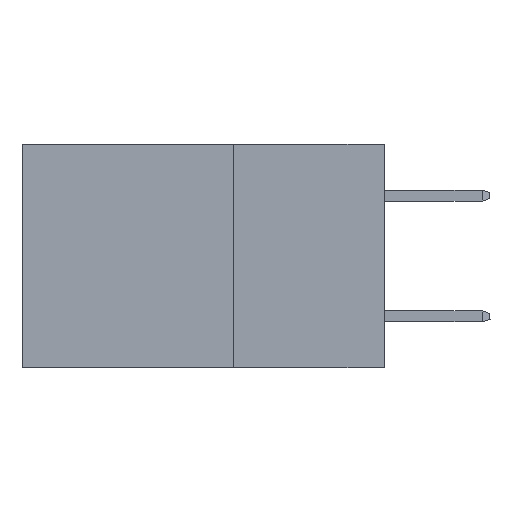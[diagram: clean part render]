
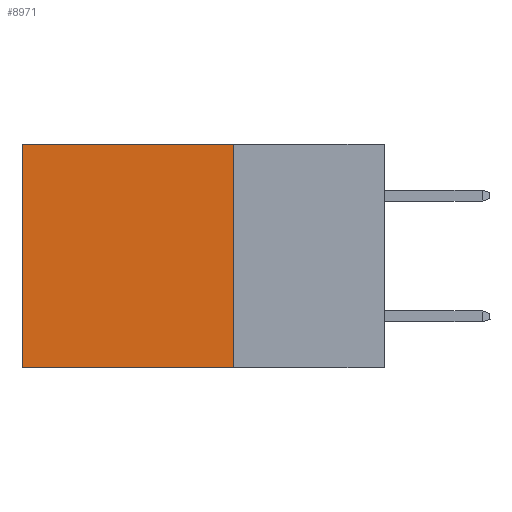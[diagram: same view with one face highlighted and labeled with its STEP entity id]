
A CAD part, left-side view. The second image highlights one B-rep face of the part: STEP entity #8971.
In plain terms, the highlighted planar face has unit normal (-1, 0, 0).
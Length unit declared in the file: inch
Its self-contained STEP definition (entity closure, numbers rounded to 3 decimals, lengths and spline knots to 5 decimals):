
#33 = LINE ( 'NONE', #15008, #21511 ) ;
#388 = LINE ( 'NONE', #1643, #17151 ) ;
#390 = EDGE_CURVE ( 'NONE', #14034, #17739, #18536, .T. ) ;
#708 = VECTOR ( 'NONE', #18866, 39.37008 ) ;
#1643 = CARTESIAN_POINT ( 'NONE',  ( 0.298, 0.25, 0. ) ) ;
#2920 = FACE_OUTER_BOUND ( 'NONE', #10612, .T. ) ;
#3285 = CARTESIAN_POINT ( 'NONE',  ( 0.298, 0.6, 0. ) ) ;
#3334 = EDGE_CURVE ( 'NONE', #9267, #17739, #33, .T. ) ;
#3346 = DIRECTION ( 'NONE',  ( 0., 1., 0. ) ) ;
#3490 = PLANE ( 'NONE',  #7774 ) ;
#3757 = CARTESIAN_POINT ( 'NONE',  ( 0.298, 0.6, 0. ) ) ;
#5572 = DIRECTION ( 'NONE',  ( 0., 0., -1. ) ) ;
#5648 = CARTESIAN_POINT ( 'NONE',  ( 0.298, 0.25, 0. ) ) ;
#6859 = CARTESIAN_POINT ( 'NONE',  ( 0.298, 0.25, 0. ) ) ;
#7282 = EDGE_CURVE ( 'NONE', #17185, #14034, #388, .T. ) ;
#7303 = CARTESIAN_POINT ( 'NONE',  ( 0.298, 0.25, 0. ) ) ;
#7774 = AXIS2_PLACEMENT_3D ( 'NONE', #6859, #20502, #10205 ) ;
#8319 = ORIENTED_EDGE ( 'NONE', *, *, #3334, .F. ) ;
#8350 = ORIENTED_EDGE ( 'NONE', *, *, #17188, .F. ) ;
#8971 = ADVANCED_FACE ( 'NONE', ( #2920 ), #3490, .F. ) ;
#9267 = VERTEX_POINT ( 'NONE', #14329 ) ;
#9621 = ORIENTED_EDGE ( 'NONE', *, *, #390, .T. ) ;
#10205 = DIRECTION ( 'NONE',  ( 0., 0., -1. ) ) ;
#10612 = EDGE_LOOP ( 'NONE', ( #9621, #8319, #8350, #19611 ) ) ;
#14034 = VERTEX_POINT ( 'NONE', #3285 ) ;
#14329 = CARTESIAN_POINT ( 'NONE',  ( 0.298, 0.25, -0.37 ) ) ;
#15008 = CARTESIAN_POINT ( 'NONE',  ( 0.298, 0.25, -0.37 ) ) ;
#15941 = VECTOR ( 'NONE', #5572, 39.37008 ) ;
#17151 = VECTOR ( 'NONE', #21483, 39.37008 ) ;
#17185 = VERTEX_POINT ( 'NONE', #5648 ) ;
#17188 = EDGE_CURVE ( 'NONE', #17185, #9267, #18057, .T. ) ;
#17739 = VERTEX_POINT ( 'NONE', #20360 ) ;
#18057 = LINE ( 'NONE', #7303, #15941 ) ;
#18536 = LINE ( 'NONE', #3757, #708 ) ;
#18866 = DIRECTION ( 'NONE',  ( 0., 0., -1. ) ) ;
#19611 = ORIENTED_EDGE ( 'NONE', *, *, #7282, .T. ) ;
#20360 = CARTESIAN_POINT ( 'NONE',  ( 0.298, 0.6, -0.37 ) ) ;
#20502 = DIRECTION ( 'NONE',  ( 1., 0., 0. ) ) ;
#21483 = DIRECTION ( 'NONE',  ( 0., 1., 0. ) ) ;
#21511 = VECTOR ( 'NONE', #3346, 39.37008 ) ;
